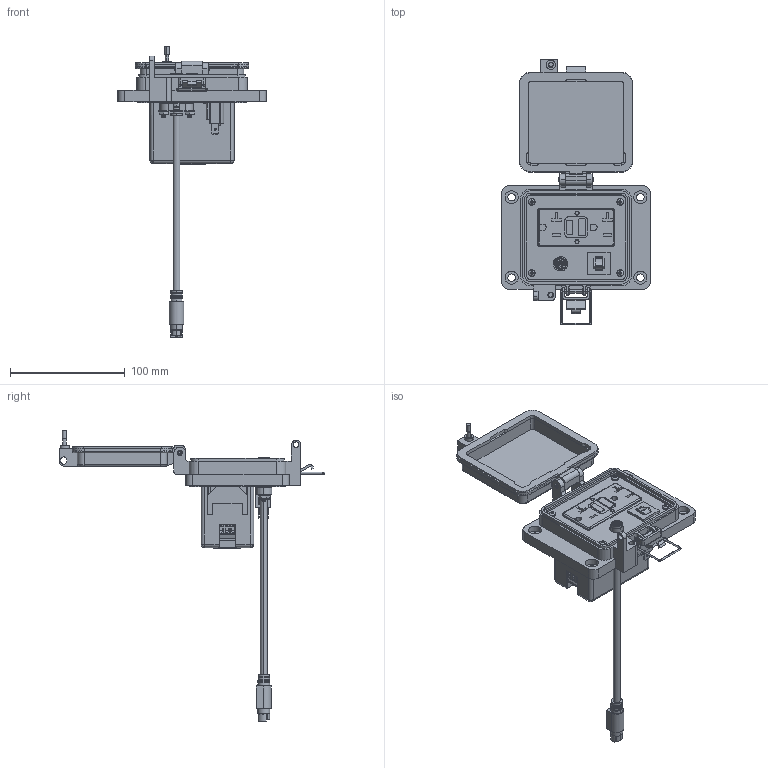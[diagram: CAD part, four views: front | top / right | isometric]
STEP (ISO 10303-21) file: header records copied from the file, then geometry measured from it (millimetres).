
FILE_DESCRIPTION (( 'STEP AP203' ), '1' );
FILE_NAME ('P-A19-K4RF3_3D.STEP', '2018-07-10T18:33:43', ( '' ), ( '' ), 'SwSTEP 2.0', 'SolidWorks 2017', '' );
FILE_SCHEMA (( 'CONFIG_CONTROL_DESIGN' ));
Length unit declared in the file: millimetre
Products named in the file (17): 92005A124_METRIC PAN HEAD PHILLIPS MACHINE SCREW_92005A124; Z-002-632516HN_90675A007; P-A19-K4RF3_3D; Z-CB-SM; P-A19-K4RF3_BP180_1; CBX; Z-020-3050; Z-200-OTLT-RIOF_RF; A19; Z-200-OTLT-GFIH-1_sheared; P-A19-K4RF3_TP240_1; RF; Z-000-632114FH_90471A433; Z-H-K4_B; P-A19-K4RF3_FP060_1; -K4; 19mm Spacer
Assembly tree (22 placements, depth 3):
  P-A19-K4RF3_3D
    P-A19-K4RF3_BP180_1
    A19
      Z-020-3050
    P-A19-K4RF3_TP240_1
    Z-000-632114FH_90471A433  x2
    P-A19-K4RF3_FP060_1
    19mm Spacer  x2
    Z-002-632516HN_90675A007  x2
    CBX
      Z-CB-SM
    RF
      Z-200-OTLT-RIOF_RF
      Z-200-OTLT-GFIH-1_sheared
    -K4
      Z-H-K4_B
    92005A124_METRIC PAN HEAD PHILLIPS MACHINE SCREW_92005A124  x4
Bounding box: 129 x 231.28 x 252.51 mm (x, y, z)
Volume: 301134.8 mm3; surface area: 179377.2 mm2
Topology: 47 solids, 47 shells, 3736 faces, 10369 edges, 6849 vertices
Faces by surface type: plane 1653, cylinder 1585, bspline 279, cone 145, torus 46, sphere 28
Entity records: 115127 total; most frequent: CARTESIAN_POINT 41219, ORIENTED_EDGE 15982, DIRECTION 13737, EDGE_CURVE 7991, VERTEX_POINT 5276, VECTOR 4939, LINE 4939, AXIS2_PLACEMENT_3D 4399
